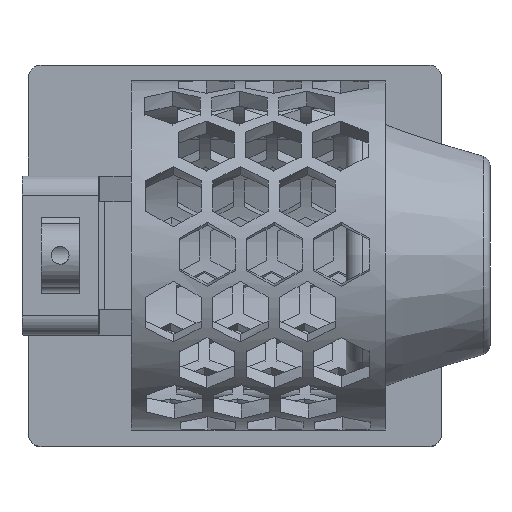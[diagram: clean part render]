
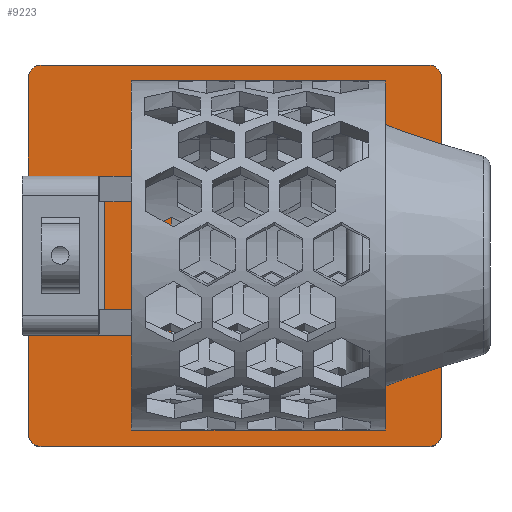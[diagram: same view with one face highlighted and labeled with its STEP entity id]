
A CAD part, top view. The second image highlights one B-rep face of the part: STEP entity #9223.
In plain terms, the highlighted face is planar.
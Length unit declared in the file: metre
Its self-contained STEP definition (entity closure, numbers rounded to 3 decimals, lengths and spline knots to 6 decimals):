
#1207=LINE('',#17906,#1437);
#1213=LINE('',#17925,#1443);
#1217=LINE('',#17941,#1447);
#1218=LINE('',#17945,#1448);
#1437=VECTOR('',#11094,1.);
#1443=VECTOR('',#11112,1.);
#1447=VECTOR('',#11130,1.);
#1448=VECTOR('',#11133,1.);
#3792=ORIENTED_EDGE('',*,*,#5539,.F.);
#3793=ORIENTED_EDGE('',*,*,#5557,.T.);
#3794=ORIENTED_EDGE('',*,*,#5558,.T.);
#3795=ORIENTED_EDGE('',*,*,#5559,.T.);
#3796=ORIENTED_EDGE('',*,*,#5560,.T.);
#3797=ORIENTED_EDGE('',*,*,#5561,.T.);
#3798=ORIENTED_EDGE('',*,*,#5549,.T.);
#3799=ORIENTED_EDGE('',*,*,#5562,.T.);
#3800=ORIENTED_EDGE('',*,*,#5527,.F.);
#3801=ORIENTED_EDGE('',*,*,#5517,.T.);
#3802=ORIENTED_EDGE('',*,*,#5519,.F.);
#3803=ORIENTED_EDGE('',*,*,#5521,.T.);
#3804=ORIENTED_EDGE('',*,*,#5523,.F.);
#3805=ORIENTED_EDGE('',*,*,#5525,.T.);
#5517=EDGE_CURVE('',#6585,#6585,#7075,.T.);
#5519=EDGE_CURVE('',#6587,#6587,#7077,.T.);
#5521=EDGE_CURVE('',#6589,#6589,#7079,.T.);
#5523=EDGE_CURVE('',#6591,#6591,#7081,.T.);
#5525=EDGE_CURVE('',#6593,#6593,#7083,.T.);
#5527=EDGE_CURVE('',#6595,#6595,#7085,.T.);
#5539=EDGE_CURVE('',#6607,#6608,#1207,.T.);
#5549=EDGE_CURVE('',#6615,#6614,#1213,.T.);
#5557=EDGE_CURVE('',#6607,#6619,#7095,.F.);
#5558=EDGE_CURVE('',#6619,#6620,#1217,.T.);
#5559=EDGE_CURVE('',#6620,#6621,#7096,.F.);
#5560=EDGE_CURVE('',#6621,#6622,#1218,.T.);
#5561=EDGE_CURVE('',#6622,#6615,#7097,.F.);
#5562=EDGE_CURVE('',#6614,#6608,#7098,.F.);
#6585=VERTEX_POINT('',#17854);
#6587=VERTEX_POINT('',#17859);
#6589=VERTEX_POINT('',#17864);
#6591=VERTEX_POINT('',#17869);
#6593=VERTEX_POINT('',#17874);
#6595=VERTEX_POINT('',#17879);
#6607=VERTEX_POINT('',#17905);
#6608=VERTEX_POINT('',#17907);
#6614=VERTEX_POINT('',#17924);
#6615=VERTEX_POINT('',#17926);
#6619=VERTEX_POINT('',#17940);
#6620=VERTEX_POINT('',#17942);
#6621=VERTEX_POINT('',#17944);
#6622=VERTEX_POINT('',#17946);
#7075=CIRCLE('',#9860,0.00215);
#7077=CIRCLE('',#9863,0.00215);
#7079=CIRCLE('',#9866,0.00215);
#7081=CIRCLE('',#9869,0.00215);
#7083=CIRCLE('',#9872,0.00215);
#7085=CIRCLE('',#9875,0.00215);
#7095=CIRCLE('',#9892,0.002);
#7096=CIRCLE('',#9893,0.002);
#7097=CIRCLE('',#9894,0.002);
#7098=CIRCLE('',#9895,0.002);
#7735=EDGE_LOOP('',(#3792,#3793,#3794,#3795,#3796,#3797,#3798,#3799));
#7736=EDGE_LOOP('',(#3800));
#7737=EDGE_LOOP('',(#3801));
#7738=EDGE_LOOP('',(#3802));
#7739=EDGE_LOOP('',(#3803));
#7740=EDGE_LOOP('',(#3804));
#7741=EDGE_LOOP('',(#3805));
#8449=FACE_BOUND('',#7735,.T.);
#8450=FACE_BOUND('',#7736,.T.);
#8451=FACE_BOUND('',#7737,.T.);
#8452=FACE_BOUND('',#7738,.T.);
#8453=FACE_BOUND('',#7739,.T.);
#8454=FACE_BOUND('',#7740,.T.);
#8455=FACE_BOUND('',#7741,.T.);
#8781=PLANE('',#9891);
#9223=ADVANCED_FACE('',(#8449,#8450,#8451,#8452,#8453,#8454,#8455),#8781,
 .F.);
#9860=AXIS2_PLACEMENT_3D('',#17853,#11044,#11045);
#9863=AXIS2_PLACEMENT_3D('',#17858,#11050,#11051);
#9866=AXIS2_PLACEMENT_3D('',#17863,#11056,#11057);
#9869=AXIS2_PLACEMENT_3D('',#17868,#11062,#11063);
#9872=AXIS2_PLACEMENT_3D('',#17873,#11068,#11069);
#9875=AXIS2_PLACEMENT_3D('',#17878,#11074,#11075);
#9891=AXIS2_PLACEMENT_3D('',#17938,#11126,#11127);
#9892=AXIS2_PLACEMENT_3D('',#17939,#11128,#11129);
#9893=AXIS2_PLACEMENT_3D('',#17943,#11131,#11132);
#9894=AXIS2_PLACEMENT_3D('',#17947,#11134,#11135);
#9895=AXIS2_PLACEMENT_3D('',#17948,#11136,#11137);
#11044=DIRECTION('',(0.,0.,1.));
#11045=DIRECTION('',(1.,0.,0.));
#11050=DIRECTION('',(0.,0.,-1.));
#11051=DIRECTION('',(1.,0.,0.));
#11056=DIRECTION('',(0.,0.,1.));
#11057=DIRECTION('',(1.,0.,0.));
#11062=DIRECTION('',(0.,0.,-1.));
#11063=DIRECTION('',(1.,0.,0.));
#11068=DIRECTION('',(0.,0.,1.));
#11069=DIRECTION('',(1.,0.,0.));
#11074=DIRECTION('',(0.,0.,-1.));
#11075=DIRECTION('',(1.,0.,0.));
#11094=DIRECTION('',(0.,-1.,0.));
#11112=DIRECTION('',(-1.,0.,0.));
#11126=DIRECTION('',(0.,0.,1.));
#11127=DIRECTION('',(1.,0.,0.));
#11128=DIRECTION('',(0.,0.,1.));
#11129=DIRECTION('',(1.,0.,0.));
#11130=DIRECTION('',(1.,0.,0.));
#11131=DIRECTION('',(0.,0.,1.));
#11132=DIRECTION('',(1.,0.,0.));
#11133=DIRECTION('',(0.,-1.,0.));
#11134=DIRECTION('',(0.,0.,1.));
#11135=DIRECTION('',(1.,0.,0.));
#11136=DIRECTION('',(0.,0.,1.));
#11137=DIRECTION('',(1.,0.,0.));
#17853=CARTESIAN_POINT('',(0.0285,0.0145,0.));
#17854=CARTESIAN_POINT('',(0.03065,0.0145,0.));
#17858=CARTESIAN_POINT('',(0.0215,0.0545,0.));
#17859=CARTESIAN_POINT('',(0.02365,0.0545,0.));
#17863=CARTESIAN_POINT('',(0.0275,0.0545,0.));
#17864=CARTESIAN_POINT('',(0.02965,0.0545,0.));
#17868=CARTESIAN_POINT('',(0.0285,-0.0005,0.));
#17869=CARTESIAN_POINT('',(0.03065,-0.0005,0.));
#17873=CARTESIAN_POINT('',(0.0205,-0.0005,0.));
#17874=CARTESIAN_POINT('',(0.02265,-0.0005,0.));
#17878=CARTESIAN_POINT('',(0.0205,0.0145,0.));
#17879=CARTESIAN_POINT('',(0.02265,0.0145,0.));
#17905=CARTESIAN_POINT('',(-0.0055,0.0575,0.));
#17906=CARTESIAN_POINT('',(-0.0055,0.,0.));
#17907=CARTESIAN_POINT('',(-0.0055,-0.0035,0.));
#17924=CARTESIAN_POINT('',(-0.0035,-0.0055,0.));
#17925=CARTESIAN_POINT('',(0.,-0.0055,0.));
#17926=CARTESIAN_POINT('',(0.0525,-0.0055,0.));
#17938=CARTESIAN_POINT('',(0.0245,0.029945,0.));
#17939=CARTESIAN_POINT('',(-0.0035,0.0575,0.));
#17940=CARTESIAN_POINT('',(-0.0035,0.0595,0.));
#17941=CARTESIAN_POINT('',(0.049,0.0595,0.));
#17942=CARTESIAN_POINT('',(0.0525,0.0595,0.));
#17943=CARTESIAN_POINT('',(0.0525,0.0575,0.));
#17944=CARTESIAN_POINT('',(0.0545,0.0575,0.));
#17945=CARTESIAN_POINT('',(0.0545,0.,0.));
#17946=CARTESIAN_POINT('',(0.0545,-0.0035,0.));
#17947=CARTESIAN_POINT('',(0.0525,-0.0035,0.));
#17948=CARTESIAN_POINT('',(-0.0035,-0.0035,0.));
